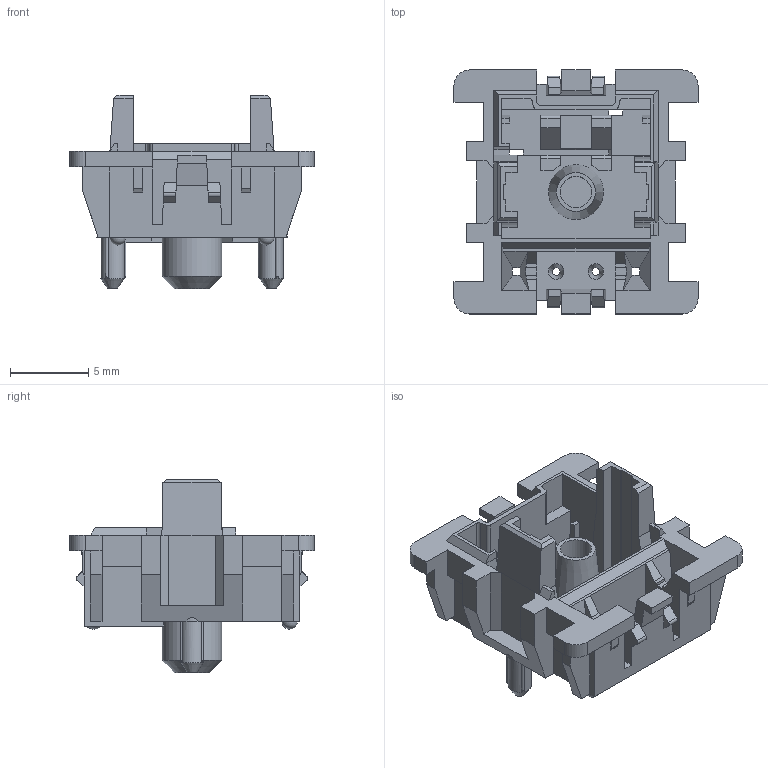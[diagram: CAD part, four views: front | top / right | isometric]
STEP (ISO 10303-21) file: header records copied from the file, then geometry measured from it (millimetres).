
FILE_DESCRIPTION(('FreeCAD Model'),'2;1');
FILE_NAME('Open CASCADE Shape Model','2023-06-26T19:13:12',(''),(''), 'Open CASCADE STEP processor 7.6','FreeCAD','Unknown');
FILE_SCHEMA(('AUTOMOTIVE_DESIGN { 1 0 10303 214 1 1 1 1 }'));
Length unit declared in the file: millimetre
Products named in the file (1): bottom
Bounding box: 15.6 x 15.6 x 12.4 mm (x, y, z)
Volume: 548.4 mm3; surface area: 1464.8 mm2
Topology: 1 solids, 1 shells, 336 faces, 956 edges, 623 vertices
Faces by surface type: plane 282, cylinder 36, bspline 8, cone 6, sphere 4
Full cylindrical faces by diameter (mm): 1 x2, 2 x1, 3.8 x1
Entity records: 10932 total; most frequent: CARTESIAN_POINT 2157, ORIENTED_EDGE 1904, DIRECTION 1676, EDGE_CURVE 952, LINE 844, VECTOR 844, VERTEX_POINT 623, AXIS2_PLACEMENT_3D 416
